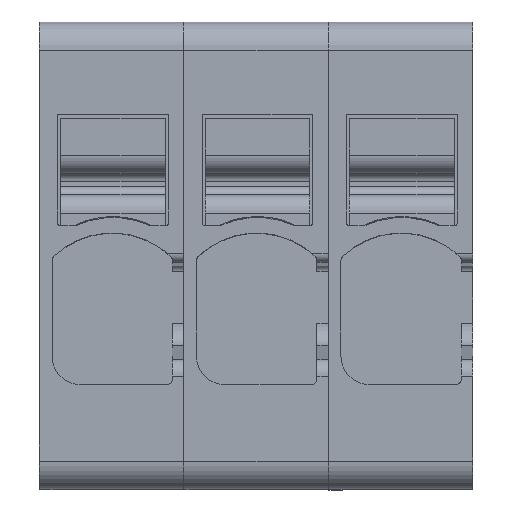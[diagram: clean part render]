
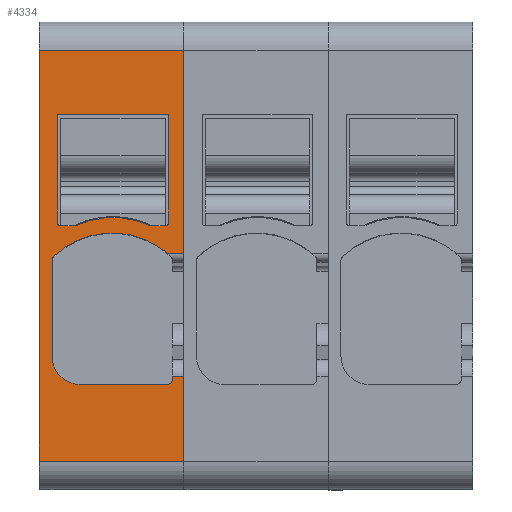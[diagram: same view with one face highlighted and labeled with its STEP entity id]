
A CAD part, top view. The second image highlights one B-rep face of the part: STEP entity #4334.
In plain terms, the highlighted planar face has unit normal (0, 0, 1).
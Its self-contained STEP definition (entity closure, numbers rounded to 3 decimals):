
#4145=AXIS2_PLACEMENT_3D('Plane Axis2P3D',#4142,#4143,#4144) ;
#4175=AXIS2_PLACEMENT_3D('Circle Axis2P3D',#4173,#4174,$) ;
#4189=AXIS2_PLACEMENT_3D('Circle Axis2P3D',#4187,#4188,$) ;
#4203=AXIS2_PLACEMENT_3D('Circle Axis2P3D',#4201,#4202,$) ;
#4210=AXIS2_PLACEMENT_3D('Circle Axis2P3D',#4208,#4209,$) ;
#4247=AXIS2_PLACEMENT_3D('Circle Axis2P3D',#4245,#4246,$) ;
#4261=AXIS2_PLACEMENT_3D('Circle Axis2P3D',#4259,#4260,$) ;
#4275=AXIS2_PLACEMENT_3D('Circle Axis2P3D',#4273,#4274,$) ;
#4282=AXIS2_PLACEMENT_3D('Circle Axis2P3D',#4280,#4281,$) ;
#4289=AXIS2_PLACEMENT_3D('Circle Axis2P3D',#4287,#4288,$) ;
#4303=AXIS2_PLACEMENT_3D('Circle Axis2P3D',#4301,#4302,$) ;
#4317=AXIS2_PLACEMENT_3D('Circle Axis2P3D',#4315,#4316,$) ;
#1114=CARTESIAN_POINT('Vertex',(5.1,4.,42.25)) ;
#1117=CARTESIAN_POINT('Line Origine',(5.1,2.5,42.25)) ;
#1121=CARTESIAN_POINT('Vertex',(5.1,1.,42.25)) ;
#1394=CARTESIAN_POINT('Vertex',(5.1,15.5,42.25)) ;
#1397=CARTESIAN_POINT('Line Origine',(5.1,11.905,42.25)) ;
#1401=CARTESIAN_POINT('Vertex',(5.1,8.31,42.25)) ;
#4126=CARTESIAN_POINT('Vertex',(4.7,4.,42.25)) ;
#4129=CARTESIAN_POINT('Line Origine',(2.215,4.,42.25)) ;
#4142=CARTESIAN_POINT('Axis2P3D Location',(2.8,15.5,42.25)) ;
#4147=CARTESIAN_POINT('Line Origine',(2.55,15.5,42.25)) ;
#4151=CARTESIAN_POINT('Vertex',(0.,15.5,42.25)) ;
#4154=CARTESIAN_POINT('Line Origine',(0.,8.25,42.25)) ;
#4158=CARTESIAN_POINT('Vertex',(0.,1.,42.25)) ;
#4161=CARTESIAN_POINT('Line Origine',(2.55,1.,42.25)) ;
#4166=CARTESIAN_POINT('Line Origine',(4.7,3.95,42.25)) ;
#4170=CARTESIAN_POINT('Vertex',(4.7,3.9,42.25)) ;
#4173=CARTESIAN_POINT('Axis2P3D Location',(4.5,3.9,42.25)) ;
#4177=CARTESIAN_POINT('Vertex',(4.5,3.7,42.25)) ;
#4180=CARTESIAN_POINT('Line Origine',(2.975,3.7,42.25)) ;
#4184=CARTESIAN_POINT('Vertex',(1.45,3.7,42.25)) ;
#4187=CARTESIAN_POINT('Axis2P3D Location',(1.45,4.7,42.25)) ;
#4191=CARTESIAN_POINT('Vertex',(0.45,4.7,42.25)) ;
#4194=CARTESIAN_POINT('Line Origine',(0.45,6.392,42.25)) ;
#4198=CARTESIAN_POINT('Vertex',(0.45,8.083,42.25)) ;
#4201=CARTESIAN_POINT('Axis2P3D Location',(0.65,8.083,42.25)) ;
#4205=CARTESIAN_POINT('Vertex',(0.513,8.229,42.25)) ;
#4208=CARTESIAN_POINT('Axis2P3D Location',(2.575,6.05,42.25)) ;
#4212=CARTESIAN_POINT('Vertex',(4.548,8.31,42.25)) ;
#4215=CARTESIAN_POINT('Line Origine',(4.824,8.31,42.25)) ;
#4236=CARTESIAN_POINT('Line Origine',(2.6,13.25,42.25)) ;
#4240=CARTESIAN_POINT('Vertex',(0.7,13.25,42.25)) ;
#4242=CARTESIAN_POINT('Vertex',(4.5,13.25,42.25)) ;
#4245=CARTESIAN_POINT('Axis2P3D Location',(4.5,13.2,42.25)) ;
#4249=CARTESIAN_POINT('Vertex',(4.55,13.2,42.25)) ;
#4252=CARTESIAN_POINT('Line Origine',(4.55,11.3,42.25)) ;
#4256=CARTESIAN_POINT('Vertex',(4.55,9.4,42.25)) ;
#4259=CARTESIAN_POINT('Axis2P3D Location',(4.45,9.4,42.25)) ;
#4263=CARTESIAN_POINT('Vertex',(4.45,9.3,42.25)) ;
#4266=CARTESIAN_POINT('Line Origine',(4.225,9.3,42.25)) ;
#4270=CARTESIAN_POINT('Vertex',(4.,9.3,42.25)) ;
#4273=CARTESIAN_POINT('Axis2P3D Location',(4.,9.65,42.25)) ;
#4277=CARTESIAN_POINT('Vertex',(3.858,9.33,42.25)) ;
#4280=CARTESIAN_POINT('Axis2P3D Location',(2.6,6.497,42.25)) ;
#4284=CARTESIAN_POINT('Vertex',(1.342,9.33,42.25)) ;
#4287=CARTESIAN_POINT('Axis2P3D Location',(1.2,9.65,42.25)) ;
#4291=CARTESIAN_POINT('Vertex',(1.2,9.3,42.25)) ;
#4294=CARTESIAN_POINT('Line Origine',(0.975,9.3,42.25)) ;
#4298=CARTESIAN_POINT('Vertex',(0.75,9.3,42.25)) ;
#4301=CARTESIAN_POINT('Axis2P3D Location',(0.75,9.4,42.25)) ;
#4305=CARTESIAN_POINT('Vertex',(0.65,9.4,42.25)) ;
#4308=CARTESIAN_POINT('Line Origine',(0.65,11.3,42.25)) ;
#4312=CARTESIAN_POINT('Vertex',(0.65,13.2,42.25)) ;
#4315=CARTESIAN_POINT('Axis2P3D Location',(0.7,13.2,42.25)) ;
#1118=DIRECTION('Vector Direction',(0.,-1.,0.)) ;
#1398=DIRECTION('Vector Direction',(0.,-1.,0.)) ;
#4130=DIRECTION('Vector Direction',(-1.,0.,0.)) ;
#4143=DIRECTION('Axis2P3D Direction',(0.,0.,1.)) ;
#4144=DIRECTION('Axis2P3D XDirection',(0.,-1.,0.)) ;
#4148=DIRECTION('Vector Direction',(1.,0.,0.)) ;
#4155=DIRECTION('Vector Direction',(0.,-1.,0.)) ;
#4162=DIRECTION('Vector Direction',(1.,0.,0.)) ;
#4167=DIRECTION('Vector Direction',(0.,-1.,0.)) ;
#4174=DIRECTION('Axis2P3D Direction',(0.,0.,1.)) ;
#4181=DIRECTION('Vector Direction',(1.,0.,0.)) ;
#4188=DIRECTION('Axis2P3D Direction',(0.,0.,1.)) ;
#4195=DIRECTION('Vector Direction',(0.,-1.,0.)) ;
#4202=DIRECTION('Axis2P3D Direction',(0.,0.,1.)) ;
#4209=DIRECTION('Axis2P3D Direction',(0.,0.,1.)) ;
#4216=DIRECTION('Vector Direction',(-1.,0.,0.)) ;
#4237=DIRECTION('Vector Direction',(1.,0.,0.)) ;
#4246=DIRECTION('Axis2P3D Direction',(0.,0.,1.)) ;
#4253=DIRECTION('Vector Direction',(0.,-1.,0.)) ;
#4260=DIRECTION('Axis2P3D Direction',(0.,0.,1.)) ;
#4267=DIRECTION('Vector Direction',(-1.,0.,0.)) ;
#4274=DIRECTION('Axis2P3D Direction',(0.,0.,1.)) ;
#4281=DIRECTION('Axis2P3D Direction',(0.,0.,1.)) ;
#4288=DIRECTION('Axis2P3D Direction',(0.,0.,1.)) ;
#4295=DIRECTION('Vector Direction',(-1.,0.,0.)) ;
#4302=DIRECTION('Axis2P3D Direction',(0.,0.,1.)) ;
#4309=DIRECTION('Vector Direction',(0.,1.,0.)) ;
#4316=DIRECTION('Axis2P3D Direction',(0.,0.,1.)) ;
#1119=VECTOR('Line Direction',#1118,1.) ;
#1399=VECTOR('Line Direction',#1398,1.) ;
#4131=VECTOR('Line Direction',#4130,1.) ;
#4149=VECTOR('Line Direction',#4148,1.) ;
#4156=VECTOR('Line Direction',#4155,1.) ;
#4163=VECTOR('Line Direction',#4162,1.) ;
#4168=VECTOR('Line Direction',#4167,1.) ;
#4182=VECTOR('Line Direction',#4181,1.) ;
#4196=VECTOR('Line Direction',#4195,1.) ;
#4217=VECTOR('Line Direction',#4216,1.) ;
#4238=VECTOR('Line Direction',#4237,1.) ;
#4254=VECTOR('Line Direction',#4253,1.) ;
#4268=VECTOR('Line Direction',#4267,1.) ;
#4296=VECTOR('Line Direction',#4295,1.) ;
#4310=VECTOR('Line Direction',#4309,1.) ;
#4221=ORIENTED_EDGE('',*,*,#1403,.F.) ;
#4222=ORIENTED_EDGE('',*,*,#4153,.F.) ;
#4223=ORIENTED_EDGE('',*,*,#4160,.T.) ;
#4224=ORIENTED_EDGE('',*,*,#4165,.T.) ;
#4225=ORIENTED_EDGE('',*,*,#1123,.F.) ;
#4226=ORIENTED_EDGE('',*,*,#4133,.F.) ;
#4227=ORIENTED_EDGE('',*,*,#4172,.T.) ;
#4228=ORIENTED_EDGE('',*,*,#4179,.F.) ;
#4229=ORIENTED_EDGE('',*,*,#4186,.F.) ;
#4230=ORIENTED_EDGE('',*,*,#4193,.F.) ;
#4231=ORIENTED_EDGE('',*,*,#4200,.F.) ;
#4232=ORIENTED_EDGE('',*,*,#4207,.F.) ;
#4233=ORIENTED_EDGE('',*,*,#4214,.T.) ;
#4234=ORIENTED_EDGE('',*,*,#4219,.T.) ;
#4321=ORIENTED_EDGE('',*,*,#4244,.T.) ;
#4322=ORIENTED_EDGE('',*,*,#4251,.T.) ;
#4323=ORIENTED_EDGE('',*,*,#4258,.T.) ;
#4324=ORIENTED_EDGE('',*,*,#4265,.T.) ;
#4325=ORIENTED_EDGE('',*,*,#4272,.T.) ;
#4326=ORIENTED_EDGE('',*,*,#4279,.T.) ;
#4327=ORIENTED_EDGE('',*,*,#4286,.F.) ;
#4328=ORIENTED_EDGE('',*,*,#4293,.T.) ;
#4329=ORIENTED_EDGE('',*,*,#4300,.T.) ;
#4330=ORIENTED_EDGE('',*,*,#4307,.F.) ;
#4331=ORIENTED_EDGE('',*,*,#4314,.T.) ;
#4332=ORIENTED_EDGE('',*,*,#4319,.T.) ;
#4333=FACE_BOUND('',#4320,.T.) ;
#4334=ADVANCED_FACE('APG_2-5_BG',(#4235,#4333),#4146,.T.) ;
#4176=CIRCLE('generated circle',#4175,0.2) ;
#4190=CIRCLE('generated circle',#4189,1.) ;
#4204=CIRCLE('generated circle',#4203,0.2) ;
#4211=CIRCLE('generated circle',#4210,3.) ;
#4248=CIRCLE('generated circle',#4247,0.05) ;
#4262=CIRCLE('generated circle',#4261,0.1) ;
#4276=CIRCLE('generated circle',#4275,0.35) ;
#4283=CIRCLE('generated circle',#4282,3.1) ;
#4290=CIRCLE('generated circle',#4289,0.35) ;
#4304=CIRCLE('generated circle',#4303,0.1) ;
#4318=CIRCLE('generated circle',#4317,0.05) ;
#1123=EDGE_CURVE('',#1115,#1122,#1120,.T.) ;
#1403=EDGE_CURVE('',#1395,#1402,#1400,.T.) ;
#4133=EDGE_CURVE('',#4127,#1115,#4132,.F.) ;
#4153=EDGE_CURVE('',#4152,#1395,#4150,.T.) ;
#4160=EDGE_CURVE('',#4152,#4159,#4157,.T.) ;
#4165=EDGE_CURVE('',#4159,#1122,#4164,.T.) ;
#4172=EDGE_CURVE('',#4127,#4171,#4169,.T.) ;
#4179=EDGE_CURVE('',#4178,#4171,#4176,.T.) ;
#4186=EDGE_CURVE('',#4185,#4178,#4183,.T.) ;
#4193=EDGE_CURVE('',#4192,#4185,#4190,.T.) ;
#4200=EDGE_CURVE('',#4199,#4192,#4197,.T.) ;
#4207=EDGE_CURVE('',#4206,#4199,#4204,.T.) ;
#4214=EDGE_CURVE('',#4206,#4213,#4211,.F.) ;
#4219=EDGE_CURVE('',#4213,#1402,#4218,.F.) ;
#4244=EDGE_CURVE('',#4241,#4243,#4239,.T.) ;
#4251=EDGE_CURVE('',#4243,#4250,#4248,.F.) ;
#4258=EDGE_CURVE('',#4250,#4257,#4255,.T.) ;
#4265=EDGE_CURVE('',#4257,#4264,#4262,.F.) ;
#4272=EDGE_CURVE('',#4264,#4271,#4269,.T.) ;
#4279=EDGE_CURVE('',#4271,#4278,#4276,.F.) ;
#4286=EDGE_CURVE('',#4285,#4278,#4283,.F.) ;
#4293=EDGE_CURVE('',#4285,#4292,#4290,.F.) ;
#4300=EDGE_CURVE('',#4292,#4299,#4297,.T.) ;
#4307=EDGE_CURVE('',#4306,#4299,#4304,.T.) ;
#4314=EDGE_CURVE('',#4306,#4313,#4311,.T.) ;
#4319=EDGE_CURVE('',#4313,#4241,#4318,.F.) ;
#4220=EDGE_LOOP('',(#4221,#4222,#4223,#4224,#4225,#4226,#4227,#4228,#4229,#4230,#4231,#4232,#4233,#4234)) ;
#4320=EDGE_LOOP('',(#4321,#4322,#4323,#4324,#4325,#4326,#4327,#4328,#4329,#4330,#4331,#4332)) ;
#4235=FACE_OUTER_BOUND('',#4220,.T.) ;
#1120=LINE('Line',#1117,#1119) ;
#1400=LINE('Line',#1397,#1399) ;
#4132=LINE('Line',#4129,#4131) ;
#4150=LINE('Line',#4147,#4149) ;
#4157=LINE('Line',#4154,#4156) ;
#4164=LINE('Line',#4161,#4163) ;
#4169=LINE('Line',#4166,#4168) ;
#4183=LINE('Line',#4180,#4182) ;
#4197=LINE('Line',#4194,#4196) ;
#4218=LINE('Line',#4215,#4217) ;
#4239=LINE('Line',#4236,#4238) ;
#4255=LINE('Line',#4252,#4254) ;
#4269=LINE('Line',#4266,#4268) ;
#4297=LINE('Line',#4294,#4296) ;
#4311=LINE('Line',#4308,#4310) ;
#4146=PLANE('',#4145) ;
#1115=VERTEX_POINT('',#1114) ;
#1122=VERTEX_POINT('',#1121) ;
#1395=VERTEX_POINT('',#1394) ;
#1402=VERTEX_POINT('',#1401) ;
#4127=VERTEX_POINT('',#4126) ;
#4152=VERTEX_POINT('',#4151) ;
#4159=VERTEX_POINT('',#4158) ;
#4171=VERTEX_POINT('',#4170) ;
#4178=VERTEX_POINT('',#4177) ;
#4185=VERTEX_POINT('',#4184) ;
#4192=VERTEX_POINT('',#4191) ;
#4199=VERTEX_POINT('',#4198) ;
#4206=VERTEX_POINT('',#4205) ;
#4213=VERTEX_POINT('',#4212) ;
#4241=VERTEX_POINT('',#4240) ;
#4243=VERTEX_POINT('',#4242) ;
#4250=VERTEX_POINT('',#4249) ;
#4257=VERTEX_POINT('',#4256) ;
#4264=VERTEX_POINT('',#4263) ;
#4271=VERTEX_POINT('',#4270) ;
#4278=VERTEX_POINT('',#4277) ;
#4285=VERTEX_POINT('',#4284) ;
#4292=VERTEX_POINT('',#4291) ;
#4299=VERTEX_POINT('',#4298) ;
#4306=VERTEX_POINT('',#4305) ;
#4313=VERTEX_POINT('',#4312) ;
